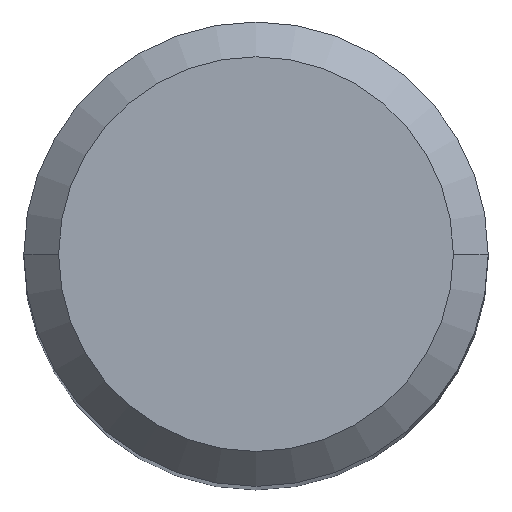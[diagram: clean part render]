
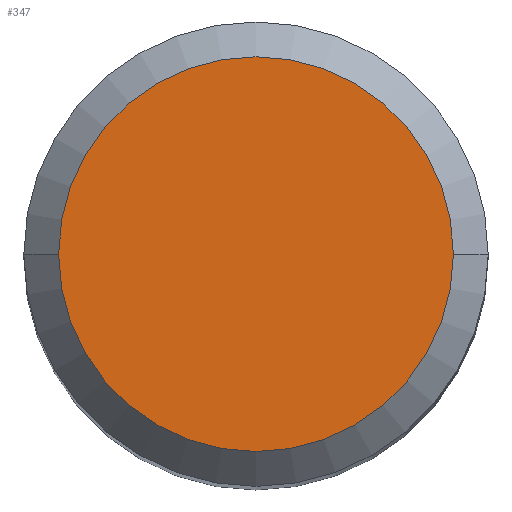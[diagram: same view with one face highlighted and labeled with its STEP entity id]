
A CAD part, top view. The second image highlights one B-rep face of the part: STEP entity #347.
In plain terms, the highlighted planar face has unit normal (0, 0, 1).
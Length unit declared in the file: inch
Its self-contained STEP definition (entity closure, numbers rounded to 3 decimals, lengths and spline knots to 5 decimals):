
#11 = AXIS2_PLACEMENT_3D ( 'NONE', #79, #376, #325 ) ;
#26 = DIRECTION ( 'NONE',  ( 0., 0., 1. ) ) ;
#56 = VERTEX_POINT ( 'NONE', #117 ) ;
#79 = CARTESIAN_POINT ( 'NONE',  ( 0., 0., 0. ) ) ;
#91 = CARTESIAN_POINT ( 'NONE',  ( 0.13387, 0., 0. ) ) ;
#104 = FACE_OUTER_BOUND ( 'NONE', #363, .T. ) ;
#117 = CARTESIAN_POINT ( 'NONE',  ( -0.13387, 0., 0. ) ) ;
#122 = EDGE_CURVE ( 'NONE', #56, #153, #452, .T. ) ;
#127 = DIRECTION ( 'NONE',  ( 1., 0., 0. ) ) ;
#143 = EDGE_CURVE ( 'NONE', #153, #56, #431, .T. ) ;
#150 = ORIENTED_EDGE ( 'NONE', *, *, #143, .T. ) ;
#153 = VERTEX_POINT ( 'NONE', #91 ) ;
#190 = AXIS2_PLACEMENT_3D ( 'NONE', #418, #196, #346 ) ;
#196 = DIRECTION ( 'NONE',  ( 0., 0., 1. ) ) ;
#215 = PLANE ( 'NONE',  #11 ) ;
#325 = DIRECTION ( 'NONE',  ( -1., 0., 0. ) ) ;
#346 = DIRECTION ( 'NONE',  ( 1., 0., 0. ) ) ;
#347 = ADVANCED_FACE ( 'NONE', ( #104 ), #215, .F. ) ;
#353 = ORIENTED_EDGE ( 'NONE', *, *, #122, .T. ) ;
#363 = EDGE_LOOP ( 'NONE', ( #353, #150 ) ) ;
#376 = DIRECTION ( 'NONE',  ( 0., 0., -1. ) ) ;
#418 = CARTESIAN_POINT ( 'NONE',  ( 0., 0., 0. ) ) ;
#431 = CIRCLE ( 'NONE', #469, 0.13387 ) ;
#434 = CARTESIAN_POINT ( 'NONE',  ( 0., 0., 0. ) ) ;
#452 = CIRCLE ( 'NONE', #190, 0.13387 ) ;
#469 = AXIS2_PLACEMENT_3D ( 'NONE', #434, #26, #127 ) ;
